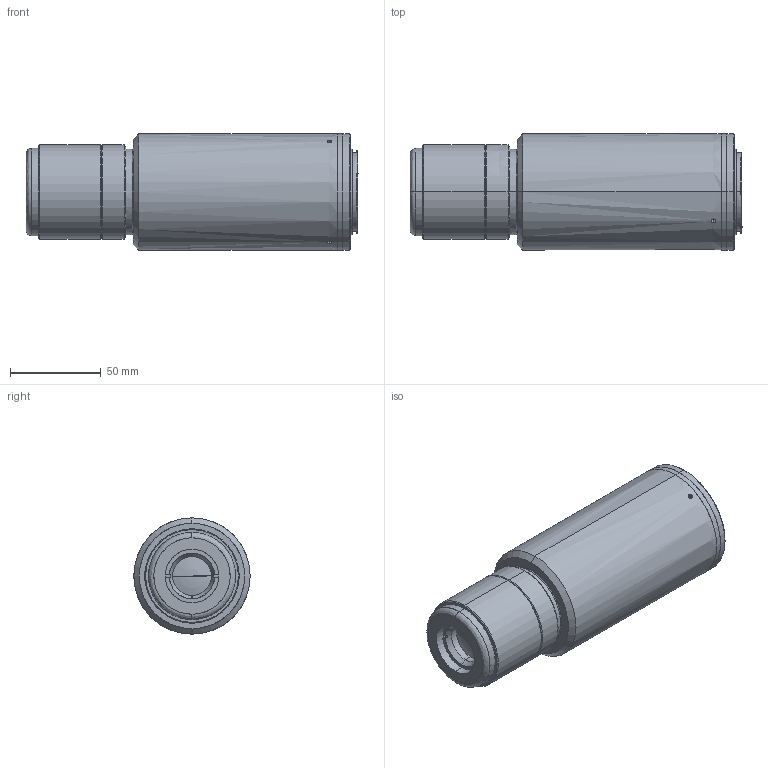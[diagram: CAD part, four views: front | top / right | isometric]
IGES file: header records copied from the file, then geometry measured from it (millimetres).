
Start section: SolidWorks IGES file using analytic representation for surfaces
Global section: file name: DP23011_MC4K150X-F.igs; native system: SolidWorks 2020; preprocessor: SolidWorks 2020; author: andreava; date: 200910.144441; units: millimetre
Bounding box: 182.85 x 64 x 64 mm (x, y, z)
Surface area: 69529.3 mm2 (no closed solid volume)
Topology: 0 solids, 0 shells, 104 faces, 2500 edges, 2499 vertices
Faces by surface type: revolution 73, bspline 31
